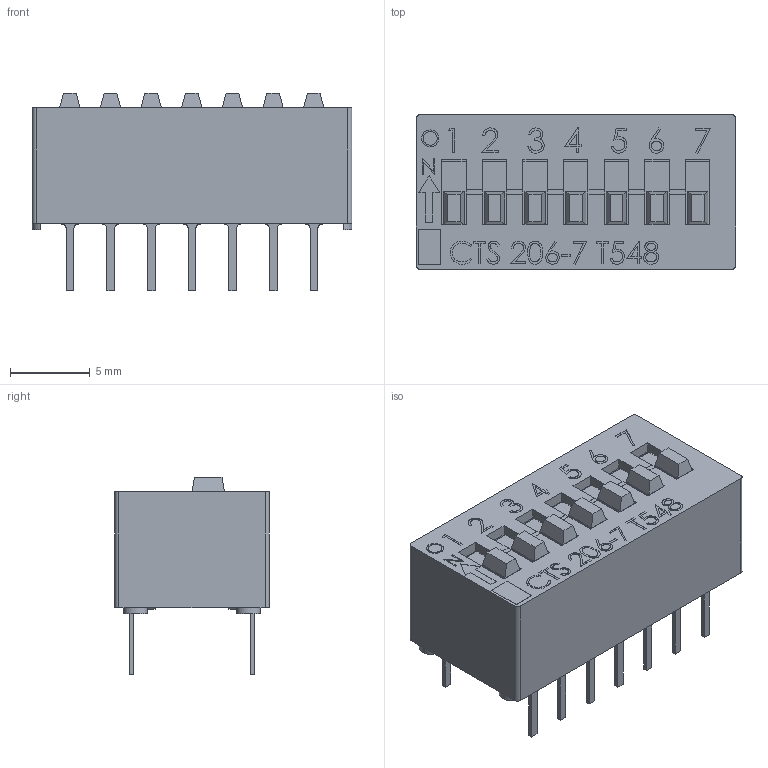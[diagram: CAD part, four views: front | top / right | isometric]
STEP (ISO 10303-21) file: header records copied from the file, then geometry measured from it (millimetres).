
FILE_DESCRIPTION (( 'STEP AP214' ), '1' );
FILE_NAME ('206-7.STEP', '2019-05-24T06:41:05', ( '' ), ( '' ), 'SwSTEP 2.0', 'SolidWorks 2019', '' );
FILE_SCHEMA (( 'AUTOMOTIVE_DESIGN' ));
Length unit declared in the file: millimetre
Products named in the file (4): 206-56-014-35-01; 206-7; 206-40-037(for 206007); 206-7 pole assembly
Assembly tree (9 placements, depth 2):
  206-7
    206-40-037(for 206007)
    206-56-014-35-01  x7
    206-7 pole assembly
Bounding box: 19.99 x 9.65 x 12.32 mm (x, y, z)
Volume: 874.8 mm3; surface area: 2651.7 mm2
Topology: 9 solids, 9 shells, 787 faces, 2135 edges, 1412 vertices
Faces by surface type: plane 571, bspline 118, cylinder 98
Entity records: 24810 total; most frequent: CARTESIAN_POINT 10766, ORIENTED_EDGE 3058, DIRECTION 2293, EDGE_CURVE 1529, LINE 1191, VECTOR 1191, VERTEX_POINT 1016, EDGE_LOOP 615
